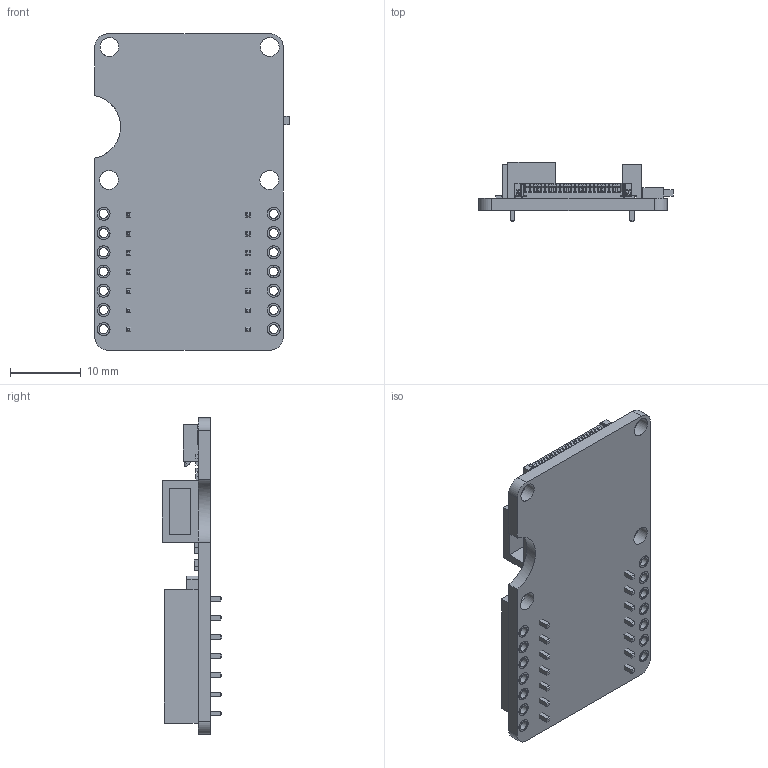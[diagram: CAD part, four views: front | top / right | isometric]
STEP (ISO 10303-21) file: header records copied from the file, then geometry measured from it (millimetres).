
FILE_DESCRIPTION(('FreeCAD Model'),'2;1');
FILE_NAME('Open CASCADE Shape Model','2025-05-28T12:03:20',('FreeCAD'),( 'FreeCAD'),'Open CASCADE STEP processor 7.6','FreeCAD','Unknown');
FILE_SCHEMA(('AUTOMOTIVE_DESIGN { 1 0 10303 214 1 1 1 1 }'));
Products named in the file (1): Open CASCADE STEP translator 7.6 1
Bounding box: 27.5 x 8.43 x 44.79 mm (x, y, z)
Volume: 2838.4 mm3; surface area: 5351.6 mm2
Topology: 76 solids, 76 shells, 2974 faces, 8146 edges, 5306 vertices
Faces by surface type: bspline 2974
Entity records: 87227 total; most frequent: CARTESIAN_POINT 39909, ORIENTED_EDGE 16286, EDGE_CURVE 8143, B_SPLINE_CURVE_WITH_KNOTS 6249, VERTEX_POINT 5306, FACE_BOUND 3079, EDGE_LOOP 3079, ADVANCED_FACE 2974
